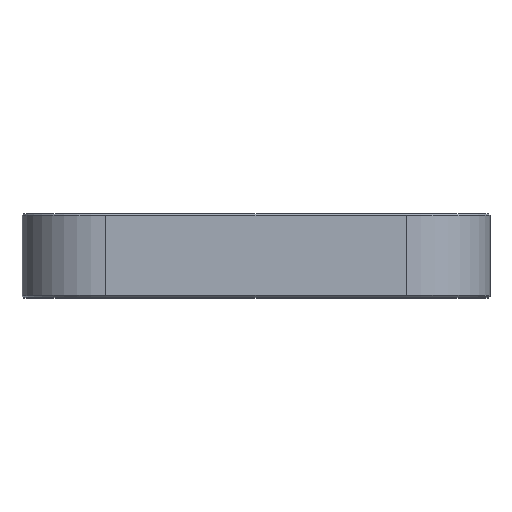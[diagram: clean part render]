
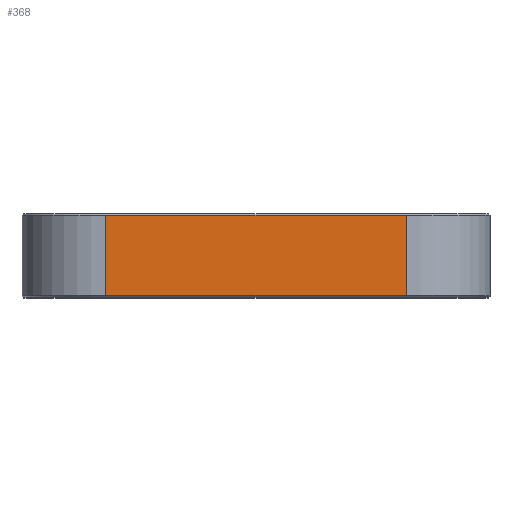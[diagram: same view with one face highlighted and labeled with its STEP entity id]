
A CAD part, top view. The second image highlights one B-rep face of the part: STEP entity #368.
In plain terms, the highlighted planar face has unit normal (0, 0, 1).
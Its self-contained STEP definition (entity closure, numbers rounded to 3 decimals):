
#75 = CARTESIAN_POINT ( 'NONE',  ( 28., 10., 46. ) ) ;
#263 = EDGE_CURVE ( 'NONE', #1290, #2457, #2188, .T. ) ;
#273 = LINE ( 'NONE', #1413, #811 ) ;
#318 = DIRECTION ( 'NONE',  ( 0., 1., 0. ) ) ;
#319 = CARTESIAN_POINT ( 'NONE',  ( -18., 0.2, 46. ) ) ;
#345 = CARTESIAN_POINT ( 'NONE',  ( 28., 0.2, 46. ) ) ;
#368 = ADVANCED_FACE ( 'NONE', ( #1974 ), #1239, .F. ) ;
#402 = VECTOR ( 'NONE', #1775, 1000. ) ;
#470 = DIRECTION ( 'NONE',  ( -1., 0., 0. ) ) ;
#487 = VECTOR ( 'NONE', #623, 1000. ) ;
#495 = ORIENTED_EDGE ( 'NONE', *, *, #263, .T. ) ;
#577 = EDGE_CURVE ( 'NONE', #850, #1650, #1572, .T. ) ;
#623 = DIRECTION ( 'NONE',  ( -1., 0., 0. ) ) ;
#675 = ORIENTED_EDGE ( 'NONE', *, *, #577, .T. ) ;
#735 = EDGE_LOOP ( 'NONE', ( #2458, #495, #2196, #675 ) ) ;
#811 = VECTOR ( 'NONE', #2137, 1000. ) ;
#850 = VERTEX_POINT ( 'NONE', #2292 ) ;
#982 = EDGE_CURVE ( 'NONE', #2457, #850, #2383, .T. ) ;
#1023 = CARTESIAN_POINT ( 'NONE',  ( -18., 9.8, 46. ) ) ;
#1239 = PLANE ( 'NONE',  #2070 ) ;
#1289 = CARTESIAN_POINT ( 'NONE',  ( -18., 9.8, 46. ) ) ;
#1290 = VERTEX_POINT ( 'NONE', #319 ) ;
#1327 = VECTOR ( 'NONE', #318, 1000. ) ;
#1413 = CARTESIAN_POINT ( 'NONE',  ( -18., 10., 46. ) ) ;
#1429 = DIRECTION ( 'NONE',  ( 0., 0., -1. ) ) ;
#1572 = LINE ( 'NONE', #1023, #487 ) ;
#1638 = CARTESIAN_POINT ( 'NONE',  ( 18., 0.2, 46. ) ) ;
#1650 = VERTEX_POINT ( 'NONE', #1289 ) ;
#1775 = DIRECTION ( 'NONE',  ( 1., 0., 0. ) ) ;
#1974 = FACE_OUTER_BOUND ( 'NONE', #735, .T. ) ;
#2070 = AXIS2_PLACEMENT_3D ( 'NONE', #75, #1429, #470 ) ;
#2137 = DIRECTION ( 'NONE',  ( 0., -1., 0. ) ) ;
#2188 = LINE ( 'NONE', #345, #402 ) ;
#2196 = ORIENTED_EDGE ( 'NONE', *, *, #982, .T. ) ;
#2292 = CARTESIAN_POINT ( 'NONE',  ( 18., 9.8, 46. ) ) ;
#2293 = EDGE_CURVE ( 'NONE', #1650, #1290, #273, .T. ) ;
#2369 = CARTESIAN_POINT ( 'NONE',  ( 18., 10., 46. ) ) ;
#2383 = LINE ( 'NONE', #2369, #1327 ) ;
#2457 = VERTEX_POINT ( 'NONE', #1638 ) ;
#2458 = ORIENTED_EDGE ( 'NONE', *, *, #2293, .T. ) ;
